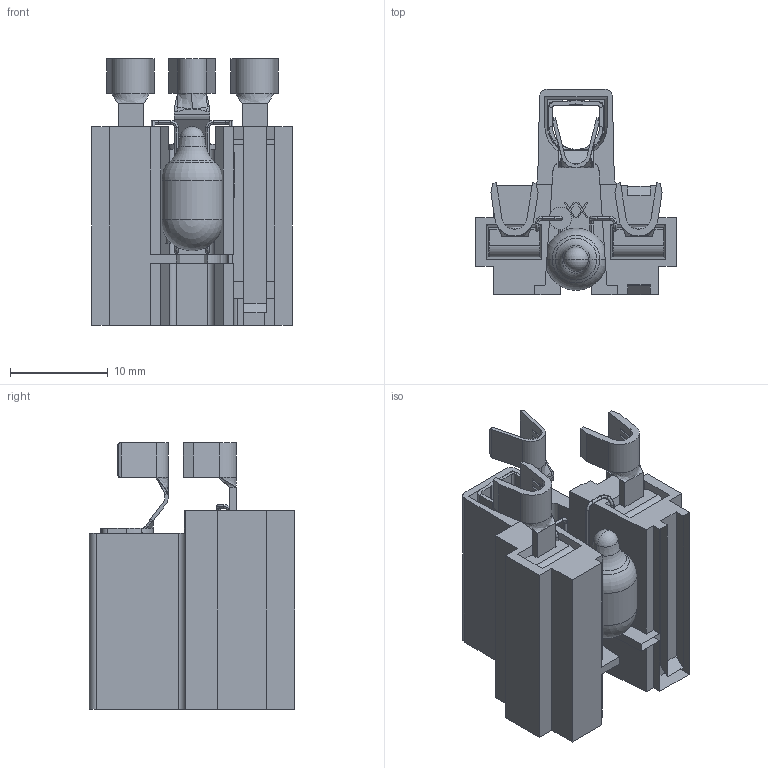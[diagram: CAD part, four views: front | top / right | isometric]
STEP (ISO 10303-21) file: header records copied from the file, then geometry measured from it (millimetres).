
FILE_DESCRIPTION (( 'STEP AP203' ), '1' );
FILE_NAME ('37021.STEP', '2015-02-24T13:57:52', ( '' ), ( '' ), 'SwSTEP 2.0', 'SolidWorks 2014', '' );
FILE_SCHEMA (( 'CONFIG_CONTROL_DESIGN' ));
Length unit declared in the file: inch
Products named in the file (5): 37021; FAE; RE187N-9; CF156F-5; FORMEDNEANBULBFAE
Assembly tree (5 placements, depth 2):
  37021
    FAE
    RE187N-9
    CF156F-5  x2
    FORMEDNEANBULBFAE
Bounding box: 20.51 x 21.02 x 27.28 mm (x, y, z)
Volume: 3220.7 mm3; surface area: 5930.5 mm2
Topology: 5 solids, 5 shells, 787 faces, 2064 edges, 1297 vertices
Faces by surface type: plane 473, cylinder 196, torus 47, bspline 44, cone 23, sphere 4
Entity records: 20593 total; most frequent: CARTESIAN_POINT 5271, ORIENTED_EDGE 3180, DIRECTION 2957, EDGE_CURVE 1590, VECTOR 1093, LINE 1093, VERTEX_POINT 997, AXIS2_PLACEMENT_3D 932
